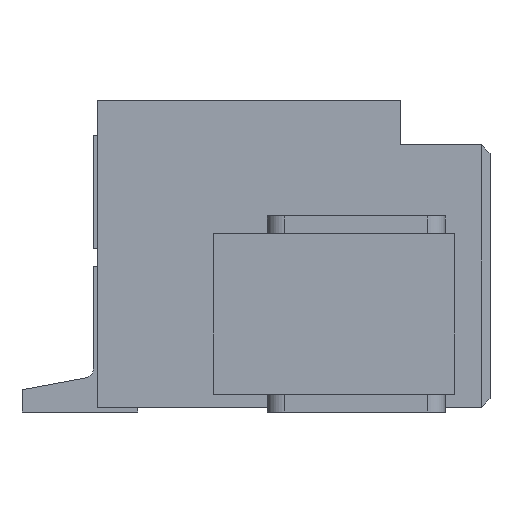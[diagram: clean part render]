
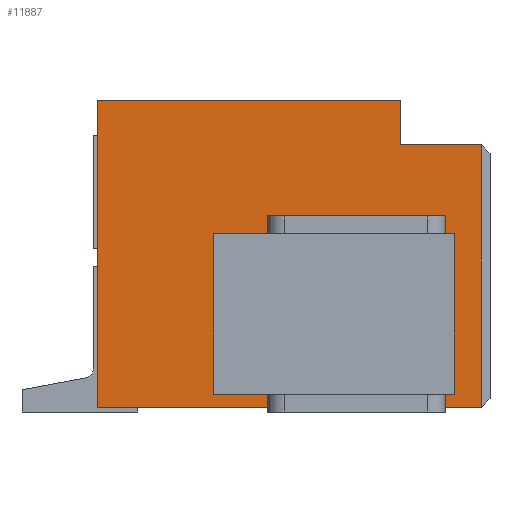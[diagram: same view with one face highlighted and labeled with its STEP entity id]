
A CAD part, left-side view. The second image highlights one B-rep face of the part: STEP entity #11887.
In plain terms, the highlighted planar face has unit normal (-1, 0, 0).
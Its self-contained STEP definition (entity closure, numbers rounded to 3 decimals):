
#13 = CARTESIAN_POINT ( 'NONE',  ( -3.275, 0.9, -1.5 ) ) ;
#485 = VERTEX_POINT ( 'NONE', #2302 ) ;
#664 = VECTOR ( 'NONE', #21748, 1000. ) ;
#734 = VECTOR ( 'NONE', #5281, 1000. ) ;
#1151 = DIRECTION ( 'NONE',  ( 0., 1., 0. ) ) ;
#1447 = LINE ( 'NONE', #9018, #20396 ) ;
#1777 = CARTESIAN_POINT ( 'NONE',  ( -3.275, 2.2, -3.45 ) ) ;
#1930 = ORIENTED_EDGE ( 'NONE', *, *, #22296, .T. ) ;
#2302 = CARTESIAN_POINT ( 'NONE',  ( -3.275, 0.9, -3.3 ) ) ;
#3488 = CARTESIAN_POINT ( 'NONE',  ( -3.275, 2.2, -3.45 ) ) ;
#3521 = EDGE_CURVE ( 'NONE', #4830, #23790, #7556, .T. ) ;
#3599 = CARTESIAN_POINT ( 'NONE',  ( -3.275, 2.2, -3.45 ) ) ;
#3768 = VECTOR ( 'NONE', #17528, 1000. ) ;
#4555 = CARTESIAN_POINT ( 'NONE',  ( -3.275, 0.4, -3.5 ) ) ;
#4560 = EDGE_CURVE ( 'NONE', #12372, #5180, #16352, .T. ) ;
#4562 = VECTOR ( 'NONE', #18452, 1000. ) ;
#4663 = ORIENTED_EDGE ( 'NONE', *, *, #15712, .T. ) ;
#4723 = EDGE_CURVE ( 'NONE', #12372, #4830, #5016, .T. ) ;
#4830 = VERTEX_POINT ( 'NONE', #1777 ) ;
#4960 = VERTEX_POINT ( 'NONE', #22146 ) ;
#5016 = LINE ( 'NONE', #16329, #4562 ) ;
#5069 = ORIENTED_EDGE ( 'NONE', *, *, #4560, .T. ) ;
#5180 = VERTEX_POINT ( 'NONE', #21881 ) ;
#5281 = DIRECTION ( 'NONE',  ( 0., 0., 1. ) ) ;
#5765 = CARTESIAN_POINT ( 'NONE',  ( -3.275, 2.2, 0. ) ) ;
#6020 = EDGE_CURVE ( 'NONE', #4960, #21579, #14825, .T. ) ;
#6227 = VECTOR ( 'NONE', #15427, 1000. ) ;
#6850 = EDGE_CURVE ( 'NONE', #5180, #17184, #7793, .T. ) ;
#6955 = VECTOR ( 'NONE', #1151, 1000. ) ;
#7092 = ORIENTED_EDGE ( 'NONE', *, *, #20358, .T. ) ;
#7453 = ORIENTED_EDGE ( 'NONE', *, *, #6020, .F. ) ;
#7556 = LINE ( 'NONE', #3488, #17231 ) ;
#7793 = LINE ( 'NONE', #21106, #6227 ) ;
#7862 = ORIENTED_EDGE ( 'NONE', *, *, #3521, .F. ) ;
#9018 = CARTESIAN_POINT ( 'NONE',  ( -3.275, 2.2, 0. ) ) ;
#9077 = FACE_OUTER_BOUND ( 'NONE', #10363, .T. ) ;
#9439 = CARTESIAN_POINT ( 'NONE',  ( -3.275, 0.9, -3.45 ) ) ;
#10165 = DIRECTION ( 'NONE',  ( 0., 0., 1. ) ) ;
#10363 = EDGE_LOOP ( 'NONE', ( #21073, #5069, #24451, #4663, #7092, #7862 ) ) ;
#10559 = LINE ( 'NONE', #16289, #664 ) ;
#10836 = CARTESIAN_POINT ( 'NONE',  ( -3.275, -2.1, -3.45 ) ) ;
#11887 = ADVANCED_FACE ( 'NONE', ( #14951, #9077 ), #16556, .F. ) ;
#11915 = VERTEX_POINT ( 'NONE', #18421 ) ;
#12037 = ORIENTED_EDGE ( 'NONE', *, *, #22180, .F. ) ;
#12372 = VERTEX_POINT ( 'NONE', #10836 ) ;
#14505 = ORIENTED_EDGE ( 'NONE', *, *, #21678, .F. ) ;
#14695 = DIRECTION ( 'NONE',  ( 1., 0., 0. ) ) ;
#14751 = DIRECTION ( 'NONE',  ( 0., 1., 0. ) ) ;
#14825 = LINE ( 'NONE', #22266, #6955 ) ;
#14951 = FACE_BOUND ( 'NONE', #24402, .T. ) ;
#15427 = DIRECTION ( 'NONE',  ( 0., 1., 0. ) ) ;
#15712 = EDGE_CURVE ( 'NONE', #17184, #22875, #18514, .T. ) ;
#16289 = CARTESIAN_POINT ( 'NONE',  ( -3.275, 0.9, -3.3 ) ) ;
#16329 = CARTESIAN_POINT ( 'NONE',  ( -3.275, 2.2, -3.45 ) ) ;
#16352 = LINE ( 'NONE', #23944, #734 ) ;
#16500 = VECTOR ( 'NONE', #10165, 1000. ) ;
#16526 = CARTESIAN_POINT ( 'NONE',  ( -3.275, -1.2, -7.126 ) ) ;
#16556 = PLANE ( 'NONE',  #18158 ) ;
#16767 = DIRECTION ( 'NONE',  ( 0., 0., 1. ) ) ;
#17184 = VERTEX_POINT ( 'NONE', #21113 ) ;
#17231 = VECTOR ( 'NONE', #22879, 1000. ) ;
#17528 = DIRECTION ( 'NONE',  ( 0., 0., 1. ) ) ;
#17699 = CARTESIAN_POINT ( 'NONE',  ( -3.275, -1.2, 0. ) ) ;
#18158 = AXIS2_PLACEMENT_3D ( 'NONE', #3599, #14695, #22752 ) ;
#18421 = CARTESIAN_POINT ( 'NONE',  ( -3.275, 0.4, -3.3 ) ) ;
#18452 = DIRECTION ( 'NONE',  ( 0., 1., 0. ) ) ;
#18514 = LINE ( 'NONE', #16526, #20618 ) ;
#19598 = LINE ( 'NONE', #4555, #16500 ) ;
#20358 = EDGE_CURVE ( 'NONE', #22875, #23790, #1447, .T. ) ;
#20396 = VECTOR ( 'NONE', #14751, 1000. ) ;
#20618 = VECTOR ( 'NONE', #16767, 1000. ) ;
#21073 = ORIENTED_EDGE ( 'NONE', *, *, #4723, .F. ) ;
#21106 = CARTESIAN_POINT ( 'NONE',  ( -3.275, -2.2, -0.5 ) ) ;
#21113 = CARTESIAN_POINT ( 'NONE',  ( -3.275, -1.2, -0.5 ) ) ;
#21579 = VERTEX_POINT ( 'NONE', #13 ) ;
#21678 = EDGE_CURVE ( 'NONE', #11915, #4960, #19598, .T. ) ;
#21748 = DIRECTION ( 'NONE',  ( 0., -1., 0. ) ) ;
#21881 = CARTESIAN_POINT ( 'NONE',  ( -3.275, -2.1, -0.5 ) ) ;
#22146 = CARTESIAN_POINT ( 'NONE',  ( -3.275, 0.4, -1.5 ) ) ;
#22180 = EDGE_CURVE ( 'NONE', #485, #11915, #10559, .T. ) ;
#22266 = CARTESIAN_POINT ( 'NONE',  ( -3.275, 0.9, -1.5 ) ) ;
#22296 = EDGE_CURVE ( 'NONE', #485, #21579, #23231, .T. ) ;
#22752 = DIRECTION ( 'NONE',  ( 0., 1., 0. ) ) ;
#22875 = VERTEX_POINT ( 'NONE', #17699 ) ;
#22879 = DIRECTION ( 'NONE',  ( 0., 0., 1. ) ) ;
#23231 = LINE ( 'NONE', #9439, #3768 ) ;
#23790 = VERTEX_POINT ( 'NONE', #5765 ) ;
#23944 = CARTESIAN_POINT ( 'NONE',  ( -3.275, -2.1, -0.5 ) ) ;
#24402 = EDGE_LOOP ( 'NONE', ( #12037, #1930, #7453, #14505 ) ) ;
#24451 = ORIENTED_EDGE ( 'NONE', *, *, #6850, .T. ) ;
